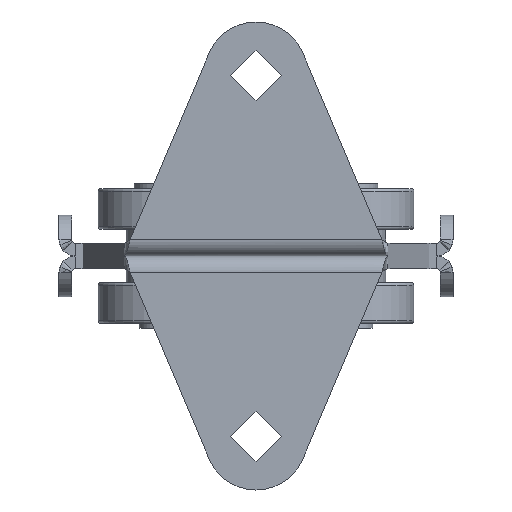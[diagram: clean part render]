
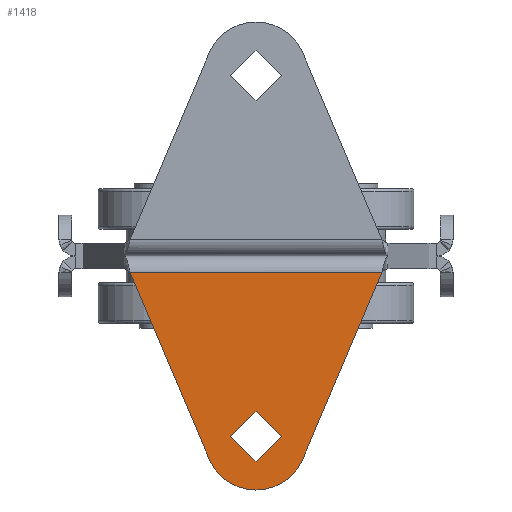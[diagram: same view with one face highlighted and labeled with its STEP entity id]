
A CAD part, front view. The second image highlights one B-rep face of the part: STEP entity #1418.
In plain terms, the highlighted planar face has unit normal (0, -1, 0).
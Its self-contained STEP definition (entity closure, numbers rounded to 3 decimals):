
#1418=ADVANCED_FACE('',(#3395,#3397),#3399,.T.);
#3395=FACE_BOUND('',#3396,.T.);
#3396=EDGE_LOOP('',(#5033,#5034,#5035,#5036));
#3397=FACE_BOUND('',#3398,.T.);
#3398=EDGE_LOOP('',(#5037,#5038,#5039,#5040));
#3399=PLANE('',#3400);
#3400=AXIS2_PLACEMENT_3D('',#3401,#3402,#3403);
#3401=CARTESIAN_POINT('',(16.429,-54.707,37.005));
#3402=DIRECTION('',(0.,-1.,0.));
#3403=DIRECTION('',(1.,0.,0.));
#5033=ORIENTED_EDGE('',*,*,#5984,.T.);
#5034=ORIENTED_EDGE('',*,*,#5993,.T.);
#5035=ORIENTED_EDGE('',*,*,#5991,.T.);
#5036=ORIENTED_EDGE('',*,*,#5985,.T.);
#5037=ORIENTED_EDGE('',*,*,#5994,.T.);
#5038=ORIENTED_EDGE('',*,*,#6001,.T.);
#5039=ORIENTED_EDGE('',*,*,#5999,.T.);
#5040=ORIENTED_EDGE('',*,*,#5997,.T.);
#5984=EDGE_CURVE('',#6585,#6606,#6748,.T.);
#5985=EDGE_CURVE('',#6749,#6585,#6750,.T.);
#5991=EDGE_CURVE('',#6758,#6749,#6759,.T.);
#5993=EDGE_CURVE('',#6606,#6758,#6761,.T.);
#5994=EDGE_CURVE('',#6762,#6763,#6764,.F.);
#5997=EDGE_CURVE('',#6767,#6762,#6768,.F.);
#5999=EDGE_CURVE('',#6770,#6767,#6771,.F.);
#6001=EDGE_CURVE('',#6763,#6770,#6773,.F.);
#6585=VERTEX_POINT('',#7982);
#6606=VERTEX_POINT('',#8070);
#6748=LINE('',#8557,#8558);
#6749=VERTEX_POINT('',#8560);
#6750=LINE('',#8561,#8562);
#6758=VERTEX_POINT('',#8581);
#6759=CIRCLE('',#8582,10.);
#6761=LINE('',#8589,#8590);
#6762=VERTEX_POINT('',#8592);
#6763=VERTEX_POINT('',#8593);
#6764=LINE('',#8594,#8595);
#6767=VERTEX_POINT('',#8603);
#6768=LINE('',#8604,#8605);
#6770=VERTEX_POINT('',#8610);
#6771=LINE('',#8611,#8612);
#6773=LINE('',#8617,#8618);
#7982=CARTESIAN_POINT('',(39.608,-54.707,-4.473));
#8070=CARTESIAN_POINT('',(-9.883,-54.707,-4.473));
#8557=CARTESIAN_POINT('',(39.608,-54.707,-4.473));
#8558=VECTOR('',#8559,1.);
#8559=DIRECTION('',(-1.,0.,0.));
#8560=CARTESIAN_POINT('',(24.068,-54.707,-41.083));
#8561=CARTESIAN_POINT('',(24.068,-54.707,-41.083));
#8562=VECTOR('',#8563,1.);
#8563=DIRECTION('',(0.391,0.,0.921));
#8581=CARTESIAN_POINT('',(5.657,-54.707,-41.083));
#8582=AXIS2_PLACEMENT_3D('',#8583,#8584,#8585);
#8583=CARTESIAN_POINT('',(14.863,-54.707,-37.176));
#8584=DIRECTION('',(0.,-1.,0.));
#8585=DIRECTION('',(-0.921,0.,-0.391));
#8589=CARTESIAN_POINT('',(-9.883,-54.707,-4.473));
#8590=VECTOR('',#8591,1.);
#8591=DIRECTION('',(0.391,0.,-0.921));
#8592=CARTESIAN_POINT('',(9.913,-54.707,-36.669));
#8593=CARTESIAN_POINT('',(14.863,-54.707,-31.72));
#8594=CARTESIAN_POINT('',(14.863,-54.707,-31.72));
#8595=VECTOR('',#8596,1.);
#8596=DIRECTION('',(-0.707,0.,-0.707));
#8603=CARTESIAN_POINT('',(14.863,-54.707,-41.619));
#8604=CARTESIAN_POINT('',(9.913,-54.707,-36.669));
#8605=VECTOR('',#8606,1.);
#8606=DIRECTION('',(0.707,0.,-0.707));
#8610=CARTESIAN_POINT('',(19.812,-54.707,-36.669));
#8611=CARTESIAN_POINT('',(14.863,-54.707,-41.619));
#8612=VECTOR('',#8613,1.);
#8613=DIRECTION('',(0.707,0.,0.707));
#8617=CARTESIAN_POINT('',(19.812,-54.707,-36.669));
#8618=VECTOR('',#8619,1.);
#8619=DIRECTION('',(-0.707,0.,0.707));
